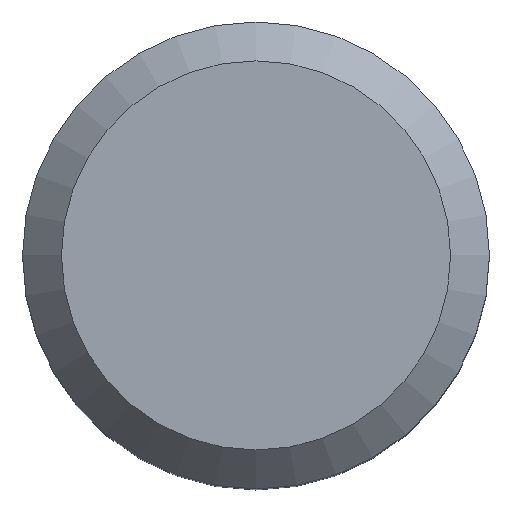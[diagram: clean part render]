
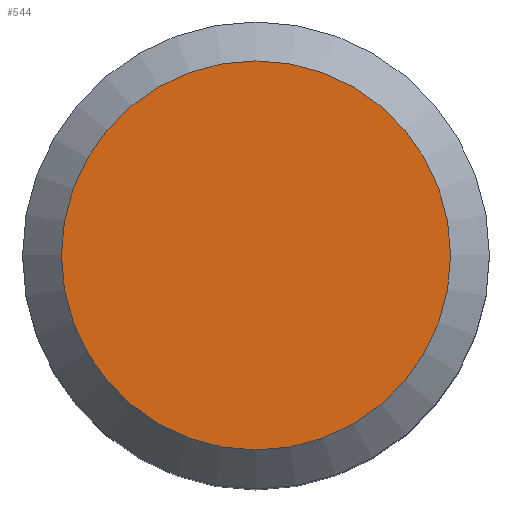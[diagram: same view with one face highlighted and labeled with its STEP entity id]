
A CAD part, top view. The second image highlights one B-rep face of the part: STEP entity #544.
In plain terms, the highlighted planar face has unit normal (0, 0, 1).
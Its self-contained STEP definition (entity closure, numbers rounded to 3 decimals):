
#18=PLANE('',#597);
#26=CIRCLE('',#593,2.5);
#56=FACE_OUTER_BOUND('',#88,.T.);
#88=EDGE_LOOP('',(#426));
#241=VERTEX_POINT('',#1447);
#315=EDGE_CURVE('',#241,#241,#26,.T.);
#426=ORIENTED_EDGE('',*,*,#315,.F.);
#544=ADVANCED_FACE('',(#56),#18,.T.);
#593=AXIS2_PLACEMENT_3D('',#1448,#685,#686);
#597=AXIS2_PLACEMENT_3D('',#1456,#695,#696);
#685=DIRECTION('center_axis',(0.,0.,
-1.));
#686=DIRECTION('ref_axis',(1.,0.,0.));
#695=DIRECTION('center_axis',(0.,0.,
1.));
#696=DIRECTION('ref_axis',(1.,0.,0.));
#1447=CARTESIAN_POINT('',(-2.5,0.,123.1));
#1448=CARTESIAN_POINT('Origin',(0.,0.,
123.1));
#1456=CARTESIAN_POINT('Origin',(0.,0.,
123.1));
